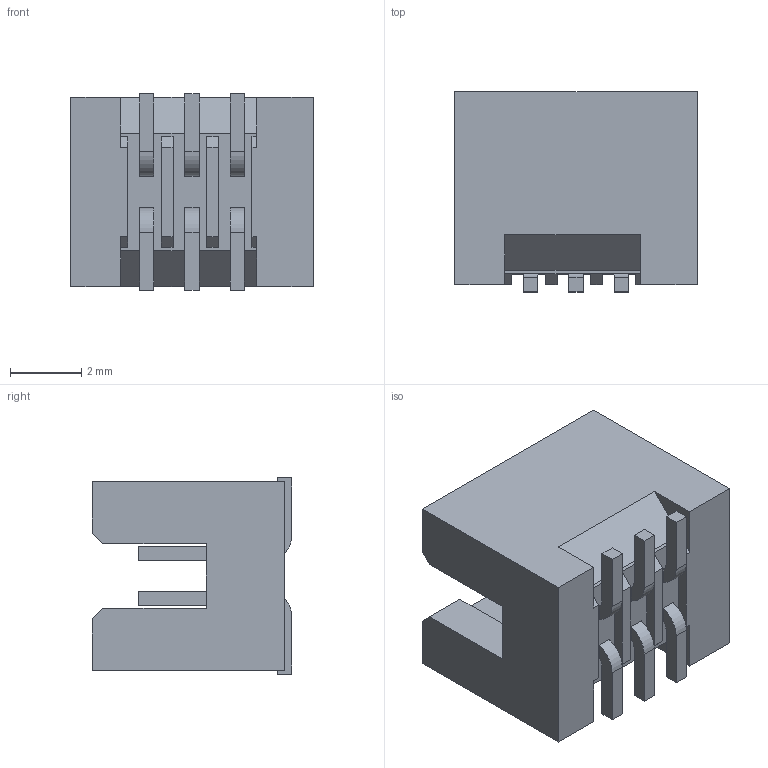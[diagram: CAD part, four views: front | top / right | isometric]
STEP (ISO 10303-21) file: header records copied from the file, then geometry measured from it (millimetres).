
FILE_DESCRIPTION (( 'STEP AP214' ), '1' );
FILE_NAME ('20021221-00006C4LF.STEP', '2024-03-06T00:58:08', ( '' ), ( '' ), 'SwSTEP 2.0', 'SolidWorks 2021', '' );
FILE_SCHEMA (( 'AUTOMOTIVE_DESIGN' ));
Length unit declared in the file: millimetre
Products named in the file (1): 20021221-00006C4LF
Bounding box: 6.8 x 5.6 x 5.5 mm (x, y, z)
Volume: 117.4 mm3; surface area: 328.1 mm2
Topology: 13 solids, 13 shells, 174 faces, 438 edges, 292 vertices
Faces by surface type: plane 162, cylinder 12
Entity records: 5292 total; most frequent: CARTESIAN_POINT 905, ORIENTED_EDGE 876, DIRECTION 812, EDGE_CURVE 438, LINE 414, VECTOR 414, VERTEX_POINT 292, AXIS2_PLACEMENT_3D 199
